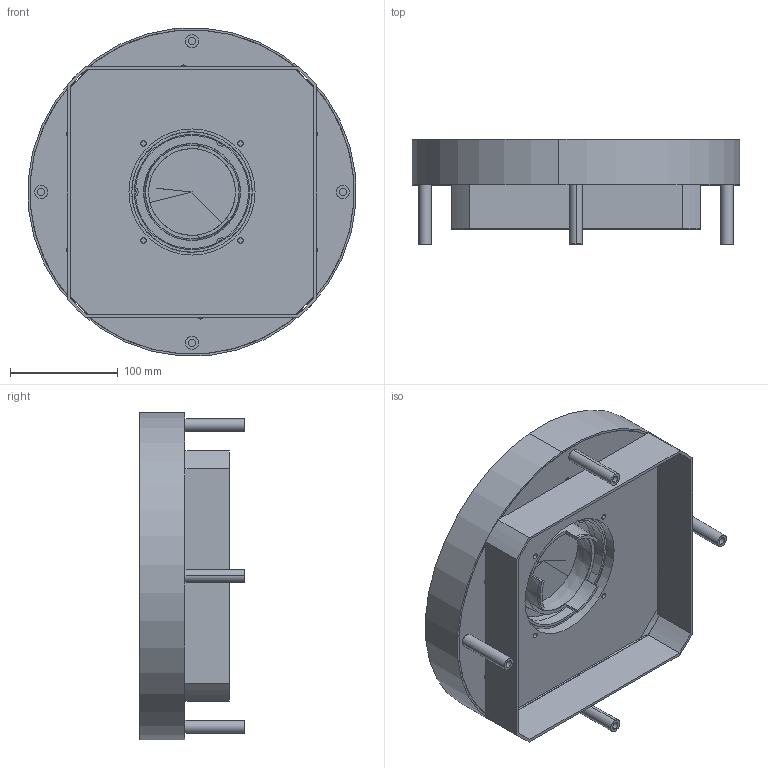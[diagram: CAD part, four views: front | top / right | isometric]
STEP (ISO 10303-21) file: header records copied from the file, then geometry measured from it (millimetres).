
FILE_DESCRIPTION((''),'2;1');
FILE_NAME('T-00982_ASM','2022-10-19T07:24:38',('letterg'),(''),'CREO PARAMETRIC BY PTC INC, 2022024','CREO PARAMETRIC BY PTC INC, 2022024','');
FILE_SCHEMA(('AUTOMOTIVE_DESIGN { 1 0 10303 214 1 1 1 1 }'));
Length unit declared in the file: millimetre
Products named in the file (19): T-00702; T-00703; T-00704; T-00711; T-00776_ASM; U09001; T-00625; T-00846_ASM; T-00691; T-00695; T-00769_ASM; T-00721GEN; T-00720GEN; T-G00076; T-00791GEN_ASM; T-00722S; T-00712; T-00911_ASM; T-00982_ASM
Assembly tree (22 placements, depth 4):
  T-00982_ASM
    T-00846_ASM
      T-00776_ASM
        T-00702
        T-00703
        T-00704  x2
        T-00711
      U09001  x4
      T-00625
    T-00911_ASM
      T-00769_ASM
        T-00691
        T-00695
      T-00791GEN_ASM
        T-00721GEN
        T-00720GEN
        T-G00076
      T-00722S
      T-00712
Bounding box: 304.26 x 97 x 304.26 mm (x, y, z)
Volume: 1067443.8 mm3; surface area: 597929.7 mm2
Topology: 17 solids, 17 shells, 239 faces, 563 edges, 371 vertices
Faces by surface type: cylinder 129, plane 100, cone 10
Full cylindrical faces by diameter (mm): 301 x1, 305 x1
Entity records: 7420 total; most frequent: DIRECTION 1156, CARTESIAN_POINT 1044, ORIENTED_EDGE 894, AXIS2_PLACEMENT_3D 461, EDGE_CURVE 447, VERTEX_POINT 295, VECTOR 234, LINE 234
